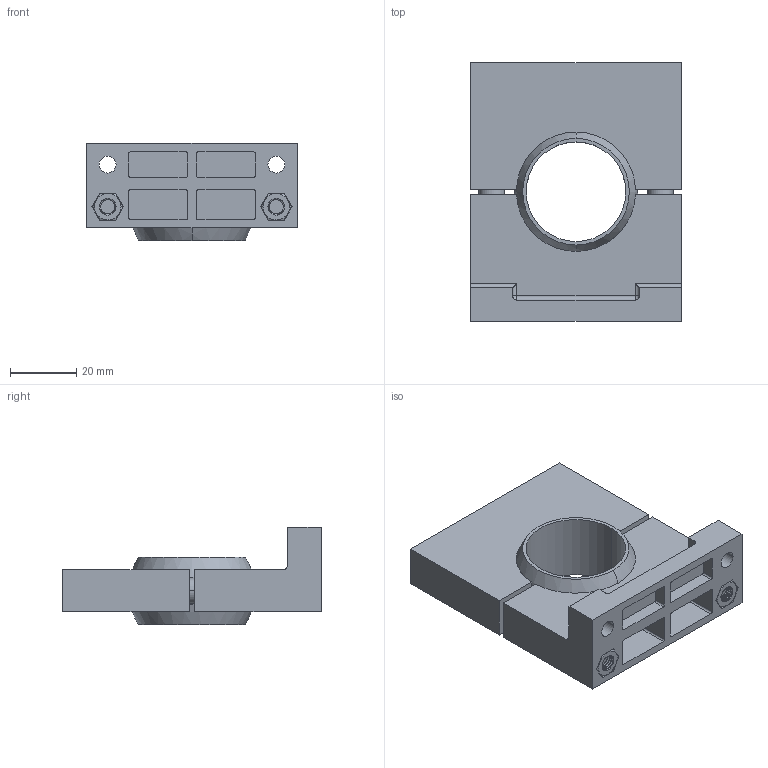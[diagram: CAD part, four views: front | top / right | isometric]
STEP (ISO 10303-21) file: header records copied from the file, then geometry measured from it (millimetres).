
FILE_DESCRIPTION((''),'2;1');
FILE_NAME('214638_ASM','2019-10-09T07:34:44',('pdmadmin'),('BANNER ENGINEERING'),'CREO PARAMETRIC BY PTC INC, 2018300','CREO PARAMETRIC BY PTC INC, 2018300','');
FILE_SCHEMA(('CONFIG_CONTROL_DESIGN'));
Length unit declared in the file: inch
Products named in the file (7): 33181; 15750; 33182; BHCS_M5X60; 33766; 33204_ASM; 214638_ASM
Assembly tree (8 placements, depth 3):
  214638_ASM
    33204_ASM
      33181
      15750
      33182
      BHCS_M5X60  x2
      33766  x2
Bounding box: 63.5 x 77.85 x 29.21 mm (x, y, z)
Volume: 45608.1 mm3; surface area: 30600.1 mm2
Topology: 7 solids, 7 shells, 301 faces, 703 edges, 438 vertices
Faces by surface type: plane 126, cylinder 97, cone 68, sphere 10
Entity records: 7477 total; most frequent: CARTESIAN_POINT 1908, DIRECTION 1173, ORIENTED_EDGE 1086, EDGE_CURVE 543, AXIS2_PLACEMENT_3D 435, VERTEX_POINT 346, VECTOR 303, LINE 303
